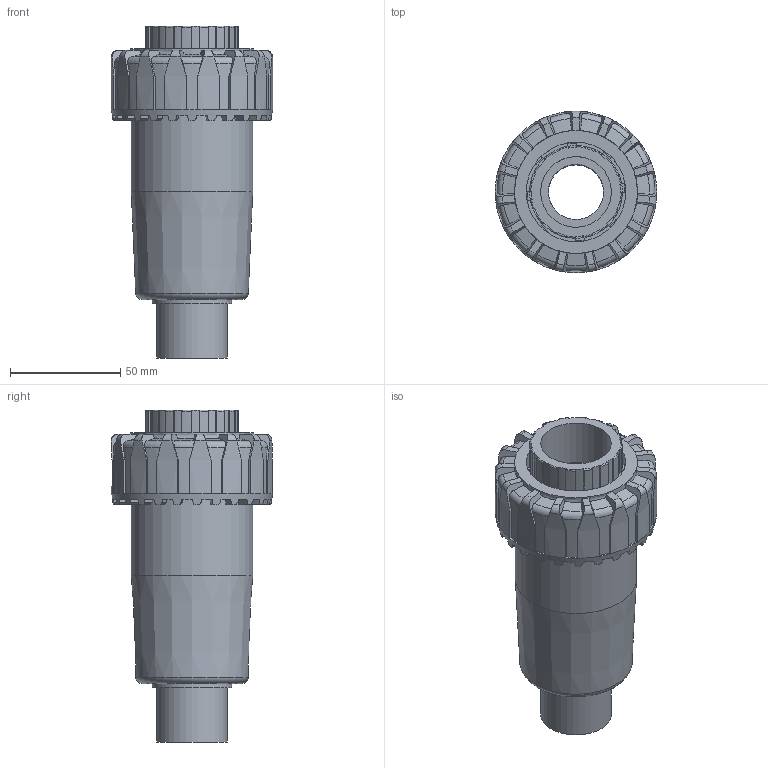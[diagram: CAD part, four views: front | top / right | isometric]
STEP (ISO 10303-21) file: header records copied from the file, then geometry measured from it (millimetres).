
FILE_DESCRIPTION(/* description */ (''),/* implementation_level */ '2;1');
FILE_NAME(/* name */ 'VAIV032E.iam.stp',/* time_stamp */ '2013-10-01T10:29:44+02:00',/* author */ ('bfaro'),/* organization */ (''),/* preprocessor_version */ 'ST-DEVELOPER v15.2',/* originating_system */ 'Autodesk Inventor 2014',/* authorisation */ '');
FILE_SCHEMA (('AUTOMOTIVE_DESIGN { 1 0 10303 214 3 1 1 }'));
Length unit declared in the file: millimetre
Products named in the file (4): cassa VA-VZ 32; NTVKD032V; ENDIV032; VAIV032E
Bounding box: 73.2 x 73.19 x 150.5 mm (x, y, z)
Volume: 188674.6 mm3; surface area: 64720.8 mm2
Topology: 3 solids, 3 shells, 438 faces, 1243 edges, 817 vertices
Faces by surface type: plane 282, cylinder 91, torus 48, cone 17
Full cylindrical faces by diameter (mm): 25 x2, 32 x2, 36 x1, 41.9 x1, 42 x1, 45.1 x1, 50.7 x1, 51.3 x1, 55.079 x1, 55.8 x1
Entity records: 14818 total; most frequent: CARTESIAN_POINT 3107, DIRECTION 2593, ORIENTED_EDGE 2448, EDGE_CURVE 1224, AXIS2_PLACEMENT_3D 1026, VERTEX_POINT 814, LINE 541, VECTOR 541
